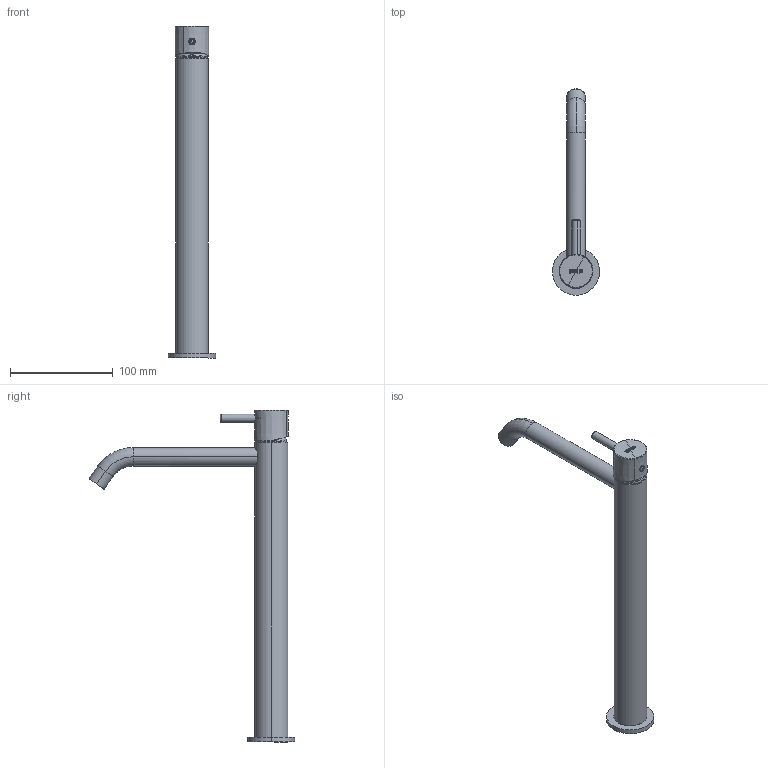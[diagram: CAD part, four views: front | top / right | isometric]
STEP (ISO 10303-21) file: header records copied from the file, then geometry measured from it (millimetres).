
FILE_DESCRIPTION(('CATIA V5 STEP Exchange','CAx-IF Rec.Pracs.--- Model Styling and Organization---1.5--- 2016-08-15','CAx-IF Rec.Pracs.---Supplemental Geometry---1.0---2011-11-01','CAx-IF Rec.Pracs.--- Composite Materials ---3.4---2017-06-13','CAx-IF Rec.Pracs.---Tessellated 3D Geometry---1.0---2015-12-17'),'2;1');
FILE_NAME('MI004544 .stp','2024-06-20T12:21:40+00:00',('none'),('none'),'CATIA Version 5-6 Release 2020 SP2','CATIA V5 STEP AP242 v2','none');
FILE_SCHEMA(('AP242_MANAGED_MODEL_BASED_3D_ENGINEERING_MIM_LF {1 0 10303 442 1 1 4}'));
Length unit declared in the file: millimetre
Products named in the file (1): MI004544
Bounding box: 46 x 200.35 x 323 mm (x, y, z)
Volume: 6412 mm3; surface area: 83791.8 mm2
Topology: 4 solids, 172 shells, 2200 faces, 5852 edges, 3983 vertices
Faces by surface type: bspline 1087, cylinder 576, plane 384, torus 66, cone 38, sphere 25, revolution 24
Entity records: 76906 total; most frequent: CARTESIAN_POINT 35816, ORIENTED_EDGE 10794, EDGE_CURVE 5844, VERTEX_POINT 3983, B_SPLINE_CURVE_WITH_KNOTS 3570, DIRECTION 3011, EDGE_LOOP 2392, ADVANCED_FACE 2200
